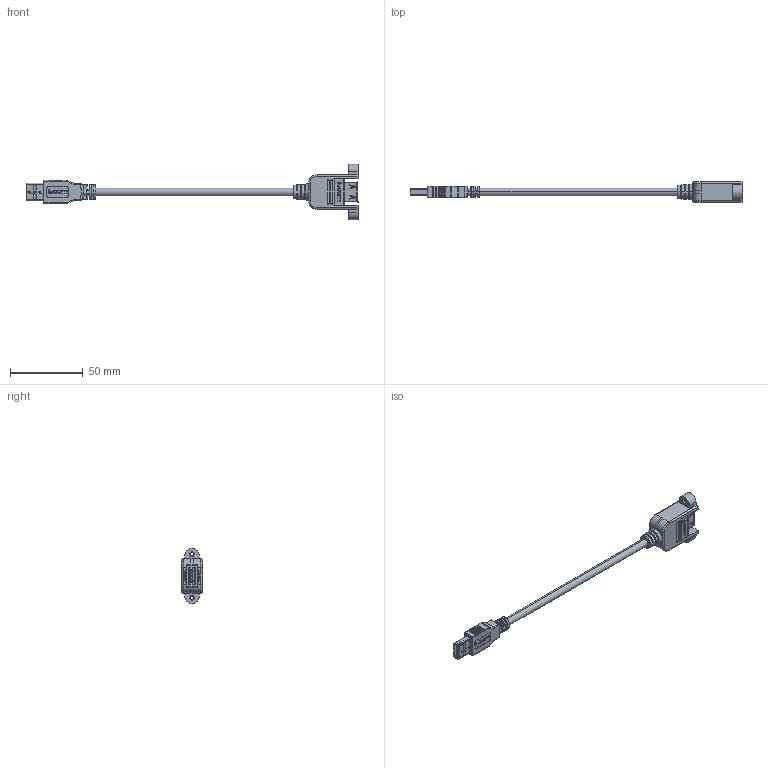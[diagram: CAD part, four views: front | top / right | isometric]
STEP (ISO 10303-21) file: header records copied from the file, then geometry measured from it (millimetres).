
FILE_DESCRIPTION (( 'STEP AP203' ), '1' );
FILE_NAME ('UPMAA-30.STEP', '2012-03-19T20:53:07', ( 'x' ), ( 'Microsoft' ), 'SwSTEP 2.0', 'SolidWorks 2010', '' );
FILE_SCHEMA (( 'CONFIG_CONTROL_DESIGN' ));
Products named in the file (14): 1AA05-040; MTN-675; MTN-593(USB3.0 STD A MALE END PREMOLDING); SHELL FRONT(USB3.0 A PLUG )_??; SHELL  BACK(USB3.0 A PLUG)_??; UPMAA-30; 3AC08-027; MTN-663_LARGE SR; MTN-594(USB3.0 STD A MALE END OVERMOLDING)_WITHOUT CBL; USB3.0 TYPE A HOUSING WITH CONTACT_??; MTN-594(USB3.0 STD A  MALE END OVERMOLDING)_WITHOUT CBL; STKB-440-4
Assembly tree (14 placements, depth 4):
  UPMAA-30
    3AC08-027
    MTN-663_LARGE SR
    STKB-440-4  x2
    MTN-594(USB3.0 STD A MALE END OVERMOLDING)_WITHOUT CBL
      SHELL FRONT(USB3.0 A PLUG )_??
      MTN-593(USB3.0 STD A MALE END PREMOLDING)
        USB3.0 TYPE A HOUSING WITH CONTACT_??
        MTN-593(USB3.0 STD A MALE END PREMOLDING)
      MTN-594(USB3.0 STD A  MALE END OVERMOLDING)_WITHOUT CBL
      SHELL  BACK(USB3.0 A PLUG)_??
    MTN-675
      MTN-675
      1AA05-040
Bounding box: 228.3 x 14.8 x 38 mm (x, y, z)
Volume: 20918 mm3; surface area: 15220.3 mm2
Topology: 25 solids, 25 shells, 2150 faces, 5758 edges, 3760 vertices
Faces by surface type: plane 1488, cylinder 406, bspline 164, cone 64, torus 20, sphere 8
Entity records: 77033 total; most frequent: CARTESIAN_POINT 23253, ORIENTED_EDGE 11304, DIRECTION 9984, EDGE_CURVE 5652, LINE 4348, VECTOR 4348, VERTEX_POINT 3712, AXIS2_PLACEMENT_3D 2818
